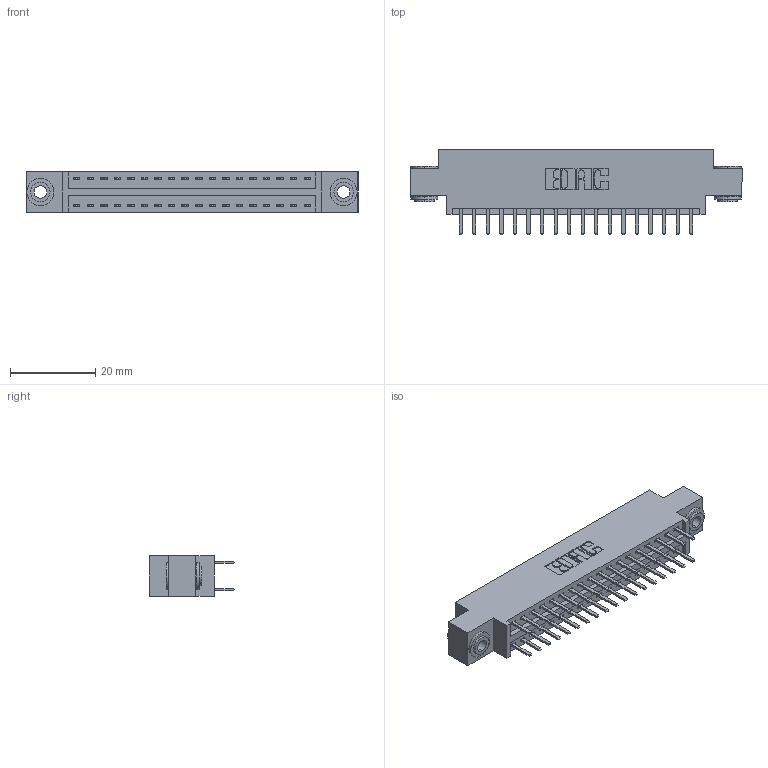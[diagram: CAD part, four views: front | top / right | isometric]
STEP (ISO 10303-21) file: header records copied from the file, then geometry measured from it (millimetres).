
FILE_DESCRIPTION (( 'STEP AP203' ), '1' );
FILE_NAME ('396-036-520-803.STEP', '2018-09-06T03:23:53', ( '' ), ( '' ), 'SwSTEP 2.0', 'SolidWorks 2016', '' );
FILE_SCHEMA (( 'CONFIG_CONTROL_DESIGN' ));
Length unit declared in the file: inch
Products named in the file (4): 396-036-520-803; 346 Part_0.170 Offset - 0.156 Dia-TH; 345-292-001_345-293-120; 345-250-002_345-250-002-102
Assembly tree (39 placements, depth 2):
  396-036-520-803
    346 Part_0.170 Offset - 0.156 Dia-TH
    345-292-001_345-293-120  x36
    345-250-002_345-250-002-102  x2
Bounding box: 77.72 x 20.02 x 9.4 mm (x, y, z)
Volume: 7241.6 mm3; surface area: 9933.6 mm2
Topology: 39 solids, 39 shells, 2180 faces, 6285 edges, 4090 vertices
Faces by surface type: plane 1422, cylinder 750, cone 8
Entity records: 15874 total; most frequent: CARTESIAN_POINT 2639, ORIENTED_EDGE 2554, DIRECTION 2395, EDGE_CURVE 1277, VECTOR 1045, LINE 1045, VERTEX_POINT 846, AXIS2_PLACEMENT_3D 675
